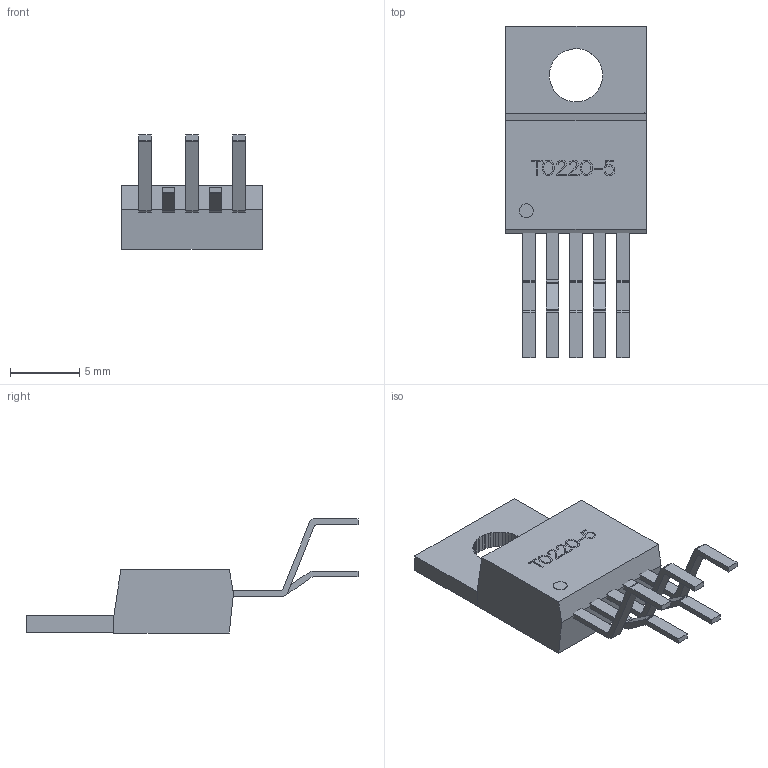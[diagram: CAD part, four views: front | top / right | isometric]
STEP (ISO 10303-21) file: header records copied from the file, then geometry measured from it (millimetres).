
FILE_DESCRIPTION (( 'STEP AP214' ), '1' );
FILE_NAME ('SW3dPS-TO220-5.STEP', '2009-09-15T15:14:16', ( 'sysAdmin' ), ( 'SolidWorks' ), 'SwSTEP 2.0', 'SolidWorks 2009', '' );
FILE_SCHEMA (( 'AUTOMOTIVE_DESIGN' ));
Length unit declared in the file: millimetre
Products named in the file (31): SW3dPS-TO220-5_Board4; SW3dPS-TO220-5_Free-Models5; SW3dPS-TO220-5_BODY3; SW3dPS-TO220-5_Extruded18; SW3dPS-TO220-5_Board3; SW3dPS-TO220-5_Extruded11; SW3dPS-TO220-5_458473041; SW3dPS-TO220-5_458477521; SW3dPS-TO220-5_Extruded13; SW3dPS-TO220-5_458476241; SW3dPS-TO220-5_Extruded16; SW3dPS-TO220-5_458477393; SW3dPS-TO220-5_Extruded17; SW3dPS-TO220-5_458477137; SW3dPS-TO220-5_Free-Models3; SW3dPS-TO220-5; SW3dPS-TO220-5_BODY2; SW3dPS-TO220-5_Extruded14; SW3dPS-TO220-5_458475473; SW3dPS-TO220-5_Extruded19; SW3dPS-TO220-5_458475729; SW3dPS-TO220-5_Free-Models4; SW3dPS-TO220-5_458476113; SW3dPS-TO220-5_Extruded15; SW3dPS-TO220-5_458476625; SW3dPS-TO220-5_Extruded10; SW3dPS-TO220-5_458475345; SW3dPS-TO220-5_Extruded12; SW3dPS-TO220-5_Cylinder1; SW3dPS-TO220-5_458245793; SW3dPS-TO220-5_Board5
Assembly tree (34 placements, depth 6):
  SW3dPS-TO220-5
    SW3dPS-TO220-5_Board4
    SW3dPS-TO220-5_Free-Models3
      SW3dPS-TO220-5_458476241
        SW3dPS-TO220-5_Extruded13
      SW3dPS-TO220-5_BODY3
        SW3dPS-TO220-5_Free-Models5
          SW3dPS-TO220-5_458473041
            SW3dPS-TO220-5_Extruded11
        SW3dPS-TO220-5_Board3
      SW3dPS-TO220-5_458245793
        SW3dPS-TO220-5_Cylinder1
      SW3dPS-TO220-5_458477521  x2
        SW3dPS-TO220-5_Extruded18
      SW3dPS-TO220-5_458477393  x2
        SW3dPS-TO220-5_Extruded16
      SW3dPS-TO220-5_BODY2
        SW3dPS-TO220-5_Free-Models4
          SW3dPS-TO220-5_458476625  x2
            SW3dPS-TO220-5_Extruded15
          SW3dPS-TO220-5_458475345  x2
            SW3dPS-TO220-5_Extruded10
          SW3dPS-TO220-5_458475729
            SW3dPS-TO220-5_Extruded19
          SW3dPS-TO220-5_458476113
            SW3dPS-TO220-5_Extruded12
        SW3dPS-TO220-5_Board5
      SW3dPS-TO220-5_458477137
        SW3dPS-TO220-5_Extruded17
      SW3dPS-TO220-5_458475473
        SW3dPS-TO220-5_Extruded14
Bounding box: 10.16 x 23.99 x 8.24 mm (x, y, z)
Volume: 406.7 mm3; surface area: 656.3 mm2
Topology: 15 solids, 22 shells, 379 faces, 1031 edges, 690 vertices
Faces by surface type: plane 377, cylinder 2
Entity records: 9443 total; most frequent: CARTESIAN_POINT 1553, ORIENTED_EDGE 1454, DIRECTION 1391, EDGE_CURVE 735, VECTOR 731, LINE 731, VERTEX_POINT 492, AXIS2_PLACEMENT_3D 330
